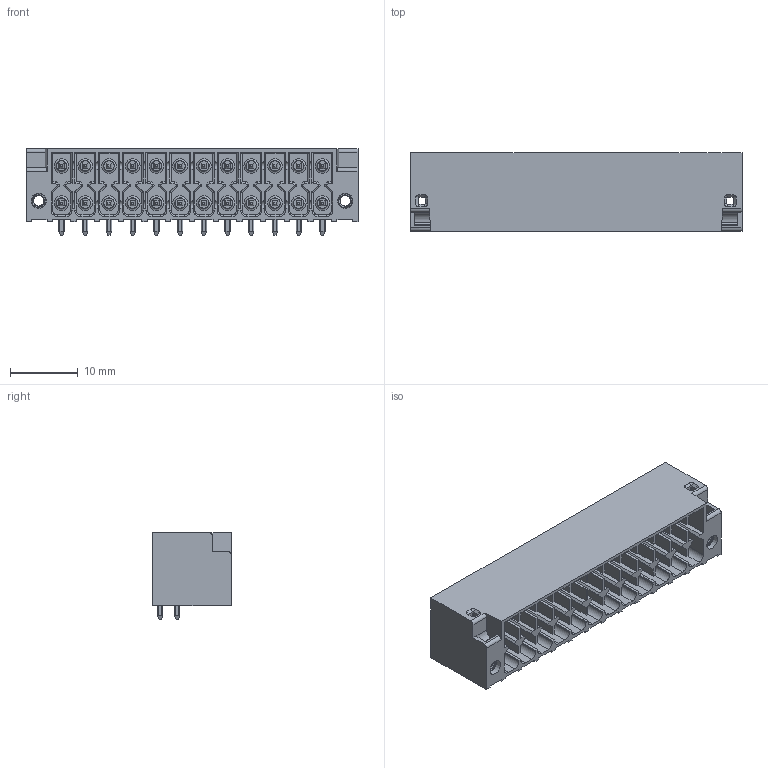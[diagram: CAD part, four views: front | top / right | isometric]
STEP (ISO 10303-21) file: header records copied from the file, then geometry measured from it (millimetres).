
FILE_DESCRIPTION(/* description */ ('Unknown'),/* implementation_level */ '2;1');
FILE_NAME(/* name */ '691778140024',/* time_stamp */ '2024-07-23T16:39:24+02:00',/* author */ ('Unknown'),/* organization */ ('Unknown'),/* preprocessor_version */ 'ST-DEVELOPER v19.4',/* originating_system */ 'Solid Edge',/* authorisation */ 'Unknown');
FILE_SCHEMA (('INTEGRATED_CNC_SCHEMA','AUTOMOTIVE_DESIGN {1 0 10303 214 3 1 1}'));
Length unit declared in the file: millimetre
Products named in the file (6): 6917781400xx; 691778140024; 691778110024_Insert; 6917781100xx_Upper Contact; 6917781100xx_Lower Contact; 6913781400xx_Nut
Assembly tree (28 placements, depth 2):
  6917781400xx
    691778140024
    691778110024_Insert
    6917781100xx_Upper Contact  x12
    6917781100xx_Lower Contact  x12
    6913781400xx_Nut  x2
Bounding box: 49 x 11.6 x 12.8 mm (x, y, z)
Volume: 2539.2 mm3; surface area: 8260.4 mm2
Topology: 28 solids, 28 shells, 3378 faces, 8668 edges, 5338 vertices
Faces by surface type: plane 2302, cylinder 868, torus 168, cone 36, bspline 4
Entity records: 62370 total; most frequent: CARTESIAN_POINT 12202, ORIENTED_EDGE 10682, DIRECTION 9792, EDGE_CURVE 5341, LINE 4626, VECTOR 4626, VERTEX_POINT 3438, AXIS2_PLACEMENT_3D 2583
